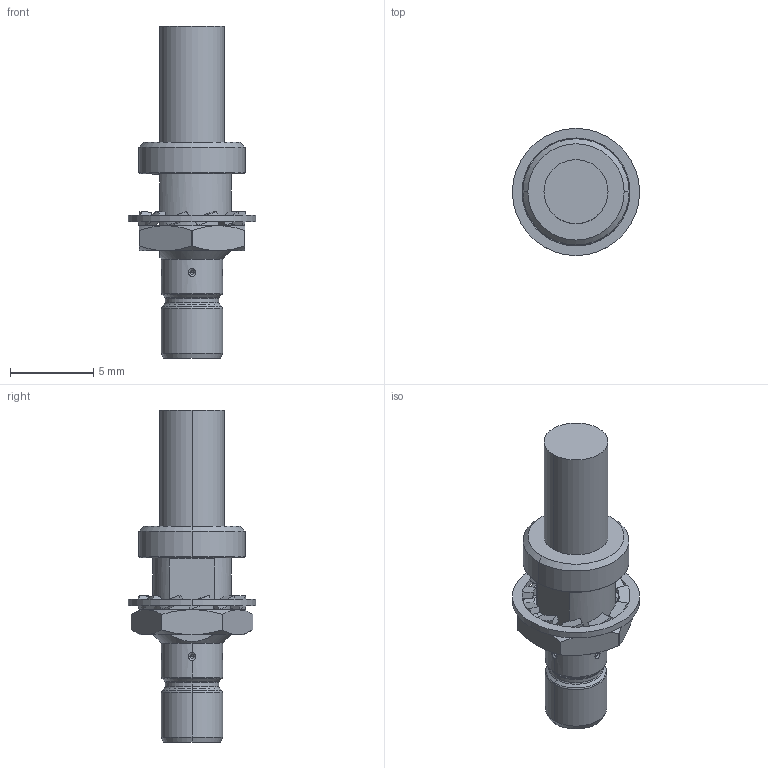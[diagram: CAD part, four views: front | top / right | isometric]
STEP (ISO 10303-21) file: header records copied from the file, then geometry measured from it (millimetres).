
FILE_DESCRIPTION (( 'STEP AP203' ), '1' );
FILE_NAME ('R114.315.000A.STEP', '2014-06-03T09:31:23', ( 'adminradiall' ), ( 'Microsoft' ), 'SwSTEP 2.0', 'SolidWorks 2014', '' );
FILE_SCHEMA (( 'CONFIG_CONTROL_DESIGN' ));
Length unit declared in the file: millimetre
Products named in the file (1): R114.315.000A
Bounding box: 7.66 x 7.66 x 20 mm (x, y, z)
Volume: 312.1 mm3; surface area: 524 mm2
Topology: 2 solids, 2 shells, 204 faces, 522 edges, 331 vertices
Faces by surface type: cylinder 77, plane 69, cone 42, torus 16
Entity records: 6408 total; most frequent: CARTESIAN_POINT 1529, ORIENTED_EDGE 1044, DIRECTION 1006, EDGE_CURVE 522, AXIS2_PLACEMENT_3D 410, VERTEX_POINT 331, EDGE_LOOP 217, CIRCLE 205
